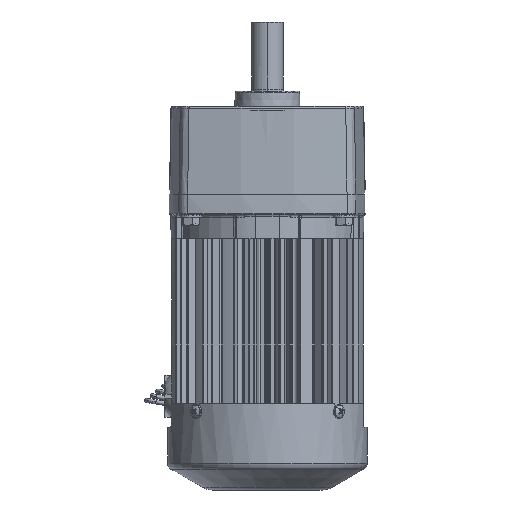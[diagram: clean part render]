
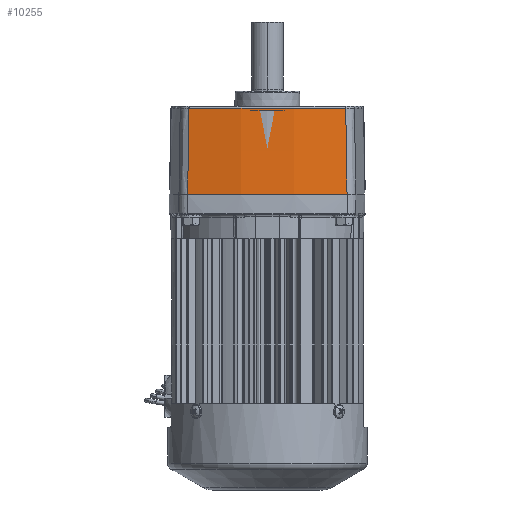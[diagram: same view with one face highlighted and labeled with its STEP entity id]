
A CAD part, front view. The second image highlights one B-rep face of the part: STEP entity #10255.
In plain terms, the highlighted conical face has half-angle 1 degrees and reference radius 203.2 mm.
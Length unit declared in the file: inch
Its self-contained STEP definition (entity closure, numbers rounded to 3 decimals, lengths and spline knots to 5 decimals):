
#613 = DIRECTION ( 'NONE',  ( 1., 0., 0. ) ) ;
#5956 = B_SPLINE_CURVE_WITH_KNOTS ( 'NONE', 3,
 ( #14794, #35461, #56319, #25218, #61529, #30444, #66701 ),
 .UNSPECIFIED., .F., .F.,
 ( 4, 3, 4 ),
 ( 0.0015, 0.02697, 0.05317 ),
 .UNSPECIFIED. ) ;
#6176 = CARTESIAN_POINT ( 'NONE',  ( 0.33581, -2.07881, 1.05828 ) ) ;
#6742 = B_SPLINE_CURVE_WITH_KNOTS ( 'NONE', 3,
 ( #57883, #37038, #37283, #6176, #42504, #11383, #47758 ),
 .UNSPECIFIED., .F., .F.,
 ( 4, 3, 4 ),
 ( 0.00069, 0.02689, 0.05236 ),
 .UNSPECIFIED. ) ;
#6781 = AXIS2_PLACEMENT_3D ( 'NONE', #9477, #45821, #40575 ) ;
#7222 = CARTESIAN_POINT ( 'NONE',  ( 0.32092, -2.06439, 2.06105 ) ) ;
#9477 = CARTESIAN_POINT ( 'NONE',  ( -1.53653, 5.68, 0. ) ) ;
#10255 = ADVANCED_FACE ( 'NONE', ( #25888 ), #24251, .T. ) ;
#11383 = CARTESIAN_POINT ( 'NONE',  ( 0.32588, -2.0692, 1.72679 ) ) ;
#12510 = VERTEX_POINT ( 'NONE', #7222 ) ;
#14562 = CARTESIAN_POINT ( 'NONE',  ( 0.35111, -2.09363, 0.027 ) ) ;
#14794 = CARTESIAN_POINT ( 'NONE',  ( -3.39398, -2.06439, 2.06105 ) ) ;
#15560 = CARTESIAN_POINT ( 'NONE',  ( -3.39398, -2.06439, 2.06105 ) ) ;
#16727 = VERTEX_POINT ( 'NONE', #30650 ) ;
#17366 = VERTEX_POINT ( 'NONE', #15560 ) ;
#17815 = CARTESIAN_POINT ( 'NONE',  ( -1.53653, 5.68, 0.027 ) ) ;
#18493 = EDGE_CURVE ( 'NONE', #12510, #17366, #31380, .T. ) ;
#22994 = DIRECTION ( 'NONE',  ( -1., 0., 0. ) ) ;
#24251 = CONICAL_SURFACE ( 'NONE', #6781, 8., 0.017 ) ;
#25218 = CARTESIAN_POINT ( 'NONE',  ( -3.40887, -2.07881, 1.05828 ) ) ;
#25888 = FACE_OUTER_BOUND ( 'NONE', #26761, .T. ) ;
#26761 = EDGE_LOOP ( 'NONE', ( #33491, #55296, #35450, #35614 ) ) ;
#29999 = AXIS2_PLACEMENT_3D ( 'NONE', #17815, #54150, #22994 ) ;
#30444 = CARTESIAN_POINT ( 'NONE',  ( -3.41907, -2.08869, 0.37076 ) ) ;
#30650 = CARTESIAN_POINT ( 'NONE',  ( -3.42417, -2.09363, 0.027 ) ) ;
#31380 = CIRCLE ( 'NONE', #53322, 7.96402 ) ;
#31745 = DIRECTION ( 'NONE',  ( 0., 0., -1. ) ) ;
#32489 = CIRCLE ( 'NONE', #29999, 7.99953 ) ;
#33491 = ORIENTED_EDGE ( 'NONE', *, *, #60511, .T. ) ;
#35450 = ORIENTED_EDGE ( 'NONE', *, *, #60713, .T. ) ;
#35461 = CARTESIAN_POINT ( 'NONE',  ( -3.39894, -2.0692, 1.72679 ) ) ;
#35614 = ORIENTED_EDGE ( 'NONE', *, *, #18493, .T. ) ;
#37038 = CARTESIAN_POINT ( 'NONE',  ( 0.34601, -2.08869, 0.37076 ) ) ;
#37283 = CARTESIAN_POINT ( 'NONE',  ( 0.34091, -2.08375, 0.71452 ) ) ;
#40575 = DIRECTION ( 'NONE',  ( -1., 0., 0. ) ) ;
#42504 = CARTESIAN_POINT ( 'NONE',  ( 0.33085, -2.07401, 1.39254 ) ) ;
#45821 = DIRECTION ( 'NONE',  ( 0., 0., -1. ) ) ;
#47758 = CARTESIAN_POINT ( 'NONE',  ( 0.32092, -2.06439, 2.06105 ) ) ;
#50965 = VERTEX_POINT ( 'NONE', #14562 ) ;
#53322 = AXIS2_PLACEMENT_3D ( 'NONE', #62798, #31745, #613 ) ;
#54150 = DIRECTION ( 'NONE',  ( 0., 0., 1. ) ) ;
#55296 = ORIENTED_EDGE ( 'NONE', *, *, #61814, .T. ) ;
#56319 = CARTESIAN_POINT ( 'NONE',  ( -3.40391, -2.07401, 1.39254 ) ) ;
#57883 = CARTESIAN_POINT ( 'NONE',  ( 0.35111, -2.09363, 0.027 ) ) ;
#60511 = EDGE_CURVE ( 'NONE', #17366, #16727, #5956, .T. ) ;
#60713 = EDGE_CURVE ( 'NONE', #50965, #12510, #6742, .T. ) ;
#61529 = CARTESIAN_POINT ( 'NONE',  ( -3.41397, -2.08375, 0.71452 ) ) ;
#61814 = EDGE_CURVE ( 'NONE', #16727, #50965, #32489, .T. ) ;
#62798 = CARTESIAN_POINT ( 'NONE',  ( -1.53653, 5.68, 2.06105 ) ) ;
#66701 = CARTESIAN_POINT ( 'NONE',  ( -3.42417, -2.09363, 0.027 ) ) ;
